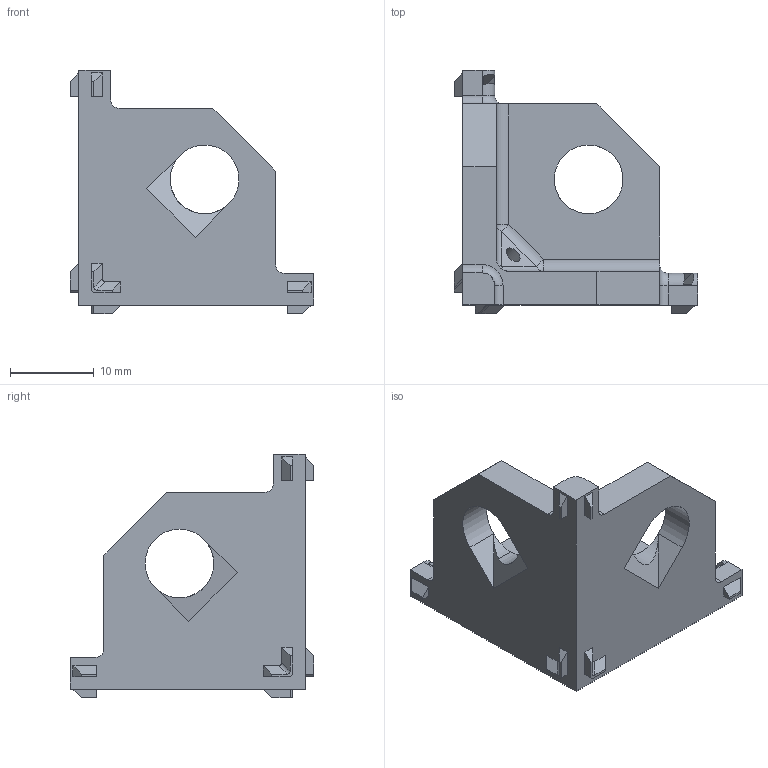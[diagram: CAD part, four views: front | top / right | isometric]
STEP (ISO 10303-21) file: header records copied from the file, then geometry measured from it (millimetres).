
FILE_DESCRIPTION (( 'STEP AP203' ), '1' );
FILE_NAME ('084.310.022.STEP', '2015-02-10T14:53:27', ( '' ), ( '' ), 'SwSTEP 2.0', 'SolidWorks 2012', '' );
FILE_SCHEMA (( 'CONFIG_CONTROL_DESIGN' ));
Length unit declared in the file: millimetre
Products named in the file (1): 084.310.022
Bounding box: 29 x 29 x 29 mm (x, y, z)
Volume: 4869.6 mm3; surface area: 3355.7 mm2
Topology: 1 solids, 1 shells, 149 faces, 366 edges, 228 vertices
Faces by surface type: plane 106, cylinder 35, torus 3, sphere 3, cone 2
Entity records: 4362 total; most frequent: CARTESIAN_POINT 815, ORIENTED_EDGE 724, DIRECTION 694, EDGE_CURVE 362, LINE 280, VECTOR 280, VERTEX_POINT 228, AXIS2_PLACEMENT_3D 207
